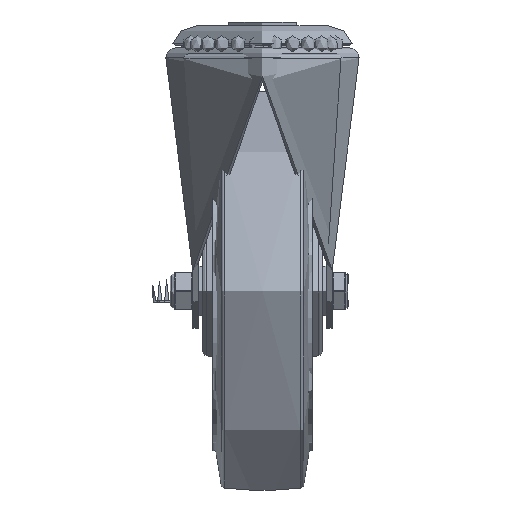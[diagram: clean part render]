
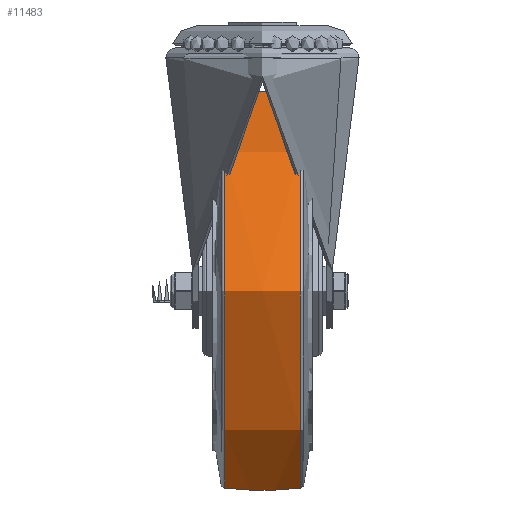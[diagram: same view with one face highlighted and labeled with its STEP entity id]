
A CAD part, left-side view. The second image highlights one B-rep face of the part: STEP entity #11483.
In plain terms, the highlighted free-form (B-spline) face has degree [2, 2] with [3, 9] control points.
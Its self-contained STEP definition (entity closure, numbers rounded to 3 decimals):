
#30=(
BOUNDED_SURFACE()
B_SPLINE_SURFACE(2,2,((#17425,#17426,#17427,#17428,#17429,#17430,#17431,
#17432,#17433),(#17434,#17435,#17436,#17437,#17438,#17439,#17440,#17441,
#17442),(#17443,#17444,#17445,#17446,#17447,#17448,#17449,#17450,#17451)),
 .UNSPECIFIED.,.F.,.T.,.F.)
B_SPLINE_SURFACE_WITH_KNOTS((3,3),(3,2,2,2,3),(-0.113,0.113),
(-3.142,-1.571,0.,1.571,3.142),
 .UNSPECIFIED.)
GEOMETRIC_REPRESENTATION_ITEM()
RATIONAL_B_SPLINE_SURFACE(((1.,0.707,1.,0.707,1.,
0.707,1.,0.707,1.),(0.994,0.703,
0.994,0.703,0.994,0.703,
0.994,0.703,0.994),(1.,0.707,
1.,0.707,1.,0.707,1.,0.707,1.)))
REPRESENTATION_ITEM('')
SURFACE()
);
#1889=FACE_OUTER_BOUND('',#2602,.T.);
#2602=EDGE_LOOP('',(#8464,#8465,#8466,#8467));
#4880=CIRCLE('',#12509,98.928);
#4881=CIRCLE('',#12510,168.725);
#4882=CIRCLE('',#12511,98.928);
#5386=VERTEX_POINT('',#17452);
#5387=VERTEX_POINT('',#17454);
#6573=EDGE_CURVE('',#5386,#5386,#4880,.T.);
#6574=EDGE_CURVE('',#5386,#5387,#4881,.T.);
#6575=EDGE_CURVE('',#5387,#5387,#4882,.T.);
#8464=ORIENTED_EDGE('',*,*,#6573,.F.);
#8465=ORIENTED_EDGE('',*,*,#6574,.T.);
#8466=ORIENTED_EDGE('',*,*,#6575,.F.);
#8467=ORIENTED_EDGE('',*,*,#6574,.F.);
#11483=ADVANCED_FACE('',(#1889),#30,.F.);
#12509=AXIS2_PLACEMENT_3D('',#17453,#13912,#13913);
#12510=AXIS2_PLACEMENT_3D('',#17455,#13914,#13915);
#12511=AXIS2_PLACEMENT_3D('',#17456,#13916,#13917);
#13912=DIRECTION('center_axis',(0.,1.,0.));
#13913=DIRECTION('ref_axis',(0.,0.,
-1.));
#13914=DIRECTION('center_axis',(-1.,0.,0.));
#13915=DIRECTION('ref_axis',(0.,0.,
-1.));
#13916=DIRECTION('center_axis',(0.,-1.,0.));
#13917=DIRECTION('ref_axis',(0.,0.,
-1.));
#17425=CARTESIAN_POINT('Ctrl Pts',(0.,-18.989,
-98.928));
#17426=CARTESIAN_POINT('Ctrl Pts',(-98.928,-18.989,
-98.928));
#17427=CARTESIAN_POINT('Ctrl Pts',(-98.928,-18.989,
0.));
#17428=CARTESIAN_POINT('Ctrl Pts',(-98.928,-18.989,
98.928));
#17429=CARTESIAN_POINT('Ctrl Pts',(0.,-18.989,
98.928));
#17430=CARTESIAN_POINT('Ctrl Pts',(98.928,-18.989,98.928));
#17431=CARTESIAN_POINT('Ctrl Pts',(98.928,-18.989,0.));
#17432=CARTESIAN_POINT('Ctrl Pts',(98.928,-18.989,-98.928));
#17433=CARTESIAN_POINT('Ctrl Pts',(0.,-18.989,
-98.928));
#17434=CARTESIAN_POINT('Ctrl Pts',(0.,0.,
-101.079));
#17435=CARTESIAN_POINT('Ctrl Pts',(-101.079,0.,
-101.079));
#17436=CARTESIAN_POINT('Ctrl Pts',(-101.079,0.,
0.));
#17437=CARTESIAN_POINT('Ctrl Pts',(-101.079,0.,
101.079));
#17438=CARTESIAN_POINT('Ctrl Pts',(0.,0.,
101.079));
#17439=CARTESIAN_POINT('Ctrl Pts',(101.079,0.,
101.079));
#17440=CARTESIAN_POINT('Ctrl Pts',(101.079,0.,
0.));
#17441=CARTESIAN_POINT('Ctrl Pts',(101.079,0.,
-101.079));
#17442=CARTESIAN_POINT('Ctrl Pts',(0.,0.,
-101.079));
#17443=CARTESIAN_POINT('Ctrl Pts',(0.,18.989,
-98.928));
#17444=CARTESIAN_POINT('Ctrl Pts',(-98.928,18.989,-98.928));
#17445=CARTESIAN_POINT('Ctrl Pts',(-98.928,18.989,0.));
#17446=CARTESIAN_POINT('Ctrl Pts',(-98.928,18.989,98.928));
#17447=CARTESIAN_POINT('Ctrl Pts',(0.,18.989,
98.928));
#17448=CARTESIAN_POINT('Ctrl Pts',(98.928,18.989,98.928));
#17449=CARTESIAN_POINT('Ctrl Pts',(98.928,18.989,0.));
#17450=CARTESIAN_POINT('Ctrl Pts',(98.928,18.989,-98.928));
#17451=CARTESIAN_POINT('Ctrl Pts',(0.,18.989,
-98.928));
#17452=CARTESIAN_POINT('',(0.,18.989,-98.928));
#17453=CARTESIAN_POINT('Origin',(0.,18.989,
0.));
#17454=CARTESIAN_POINT('',(0.,-18.989,-98.928));
#17455=CARTESIAN_POINT('Origin',(0.,0.,
68.725));
#17456=CARTESIAN_POINT('Origin',(0.,-18.989,
0.));
